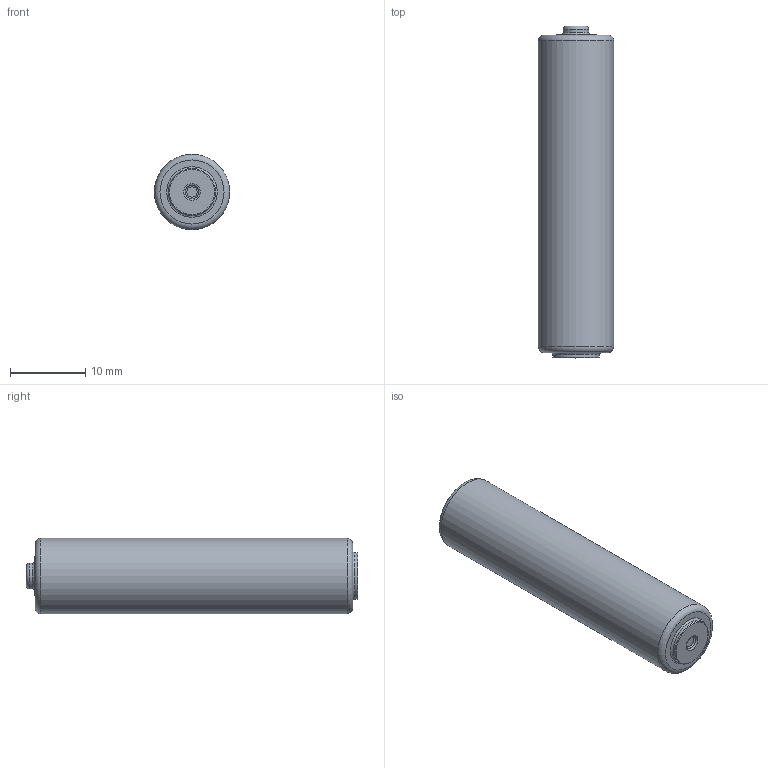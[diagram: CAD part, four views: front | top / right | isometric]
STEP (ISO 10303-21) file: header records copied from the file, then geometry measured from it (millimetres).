
FILE_DESCRIPTION((''),'2;1');
FILE_NAME('AAA Battery.stp','2011-06-21T17:28:37',('Joel'),(''),'Autodesk Inventor 2008','Autodesk Inventor 2008','');
FILE_SCHEMA(('AUTOMOTIVE_DESIGN { 1 0 10303 214 1 1 1 1 }'));
Length unit declared in the file: millimetre
Products named in the file (1): AAA Battery
Bounding box: 10 x 44 x 10 mm (x, y, z)
Volume: 3331.2 mm3; surface area: 1479.4 mm2
Topology: 1 solids, 1 shells, 20 faces, 33 edges, 19 vertices
Faces by surface type: plane 6, torus 6, bspline 4, cylinder 3, cone 1
Full cylindrical faces by diameter (mm): 3.4 x1, 6.2 x1, 10 x1
Entity records: 562 total; most frequent: CARTESIAN_POINT 217, DIRECTION 72, ORIENTED_EDGE 38, EDGE_LOOP 38, AXIS2_PLACEMENT_3D 36, FACE_OUTER_BOUND 20, ADVANCED_FACE 20, VERTEX_POINT 19
